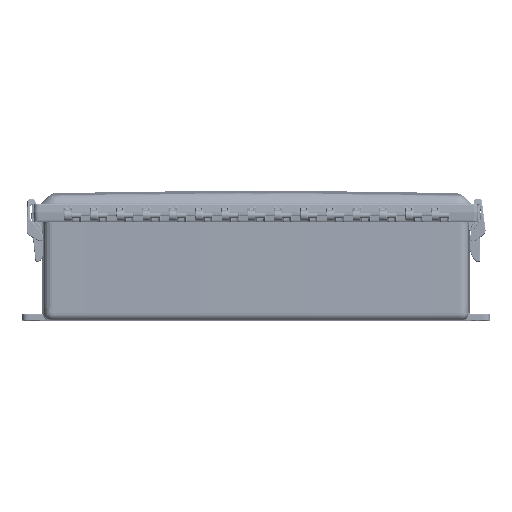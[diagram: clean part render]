
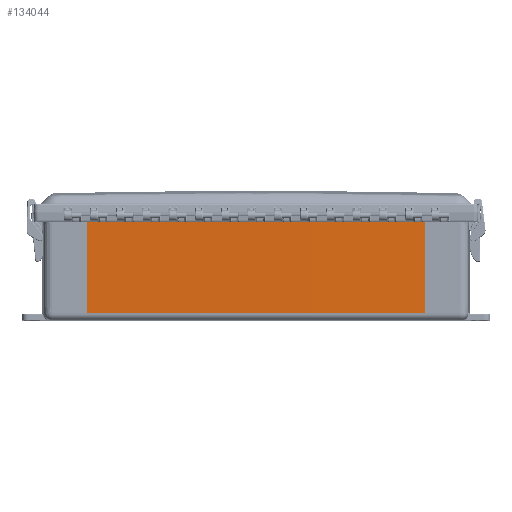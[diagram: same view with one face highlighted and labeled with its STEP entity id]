
A CAD part, top view. The second image highlights one B-rep face of the part: STEP entity #134044.
In plain terms, the highlighted conical face has half-angle 0.25 degrees and reference radius 12878.7 mm.
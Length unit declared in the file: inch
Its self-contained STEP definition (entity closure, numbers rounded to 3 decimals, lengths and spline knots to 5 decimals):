
#20521 = EDGE_CURVE ( 'NONE', #165645, #291796, #197862, .T. ) ;
#21162 = CONICAL_SURFACE ( 'NONE', #238230, 507.03388, 0.004 ) ;
#29901 = DIRECTION ( 'NONE',  ( 0.019, 0., 1. ) ) ;
#31572 = VERTEX_POINT ( 'NONE', #248919 ) ;
#46485 = CARTESIAN_POINT ( 'NONE',  ( 1.42302, -0.00212, -492.09122 ) ) ;
#50308 = CARTESIAN_POINT ( 'NONE',  ( -8.23223, 2.77138, 14.86282 ) ) ;
#60271 = DIRECTION ( 'NONE',  ( 0., -1., 0. ) ) ;
#73627 = DIRECTION ( 'NONE',  ( 1., 0., 0. ) ) ;
#82907 = DIRECTION ( 'NONE',  ( 0., -1., -0.004 ) ) ;
#107129 = CARTESIAN_POINT ( 'NONE',  ( -8.23223, 2.77138, 14.86282 ) ) ;
#114245 = EDGE_CURVE ( 'NONE', #31572, #118600, #222953, .T. ) ;
#118600 = VERTEX_POINT ( 'NONE', #267721 ) ;
#121932 = EDGE_CURVE ( 'NONE', #31572, #165645, #143125, .T. ) ;
#134044 = ADVANCED_FACE ( 'NONE', ( #195929 ), #21162, .T. ) ;
#143125 = CIRCLE ( 'NONE', #335405, 507.04598 ) ;
#152524 = ORIENTED_EDGE ( 'NONE', *, *, #121932, .T. ) ;
#165073 = ORIENTED_EDGE ( 'NONE', *, *, #20521, .T. ) ;
#165645 = VERTEX_POINT ( 'NONE', #107129 ) ;
#165816 = VECTOR ( 'NONE', #82907, 39.37008 ) ;
#168681 = DIRECTION ( 'NONE',  ( 0., -1., -0.004 ) ) ;
#170326 = CARTESIAN_POINT ( 'NONE',  ( -8.23177, -2.77561, 14.83863 ) ) ;
#171648 = DIRECTION ( 'NONE',  ( 0., -1., 0. ) ) ;
#177423 = CARTESIAN_POINT ( 'NONE',  ( 1.42302, -2.77561, -492.09122 ) ) ;
#186760 = CIRCLE ( 'NONE', #323281, 507.02178 ) ;
#195929 = FACE_OUTER_BOUND ( 'NONE', #353024, .T. ) ;
#197581 = CARTESIAN_POINT ( 'NONE',  ( 11.07827, 2.77138, 14.86282 ) ) ;
#197862 = LINE ( 'NONE', #50308, #317291 ) ;
#211723 = DIRECTION ( 'NONE',  ( 0.019, 0., 1. ) ) ;
#222953 = LINE ( 'NONE', #197581, #165816 ) ;
#238230 = AXIS2_PLACEMENT_3D ( 'NONE', #46485, #283434, #73627 ) ;
#238867 = ORIENTED_EDGE ( 'NONE', *, *, #114245, .F. ) ;
#248919 = CARTESIAN_POINT ( 'NONE',  ( 11.07827, 2.77138, 14.86282 ) ) ;
#267721 = CARTESIAN_POINT ( 'NONE',  ( 11.0778, -2.77561, 14.83863 ) ) ;
#283434 = DIRECTION ( 'NONE',  ( 0., 1., 0. ) ) ;
#291796 = VERTEX_POINT ( 'NONE', #170326 ) ;
#317291 = VECTOR ( 'NONE', #168681, 39.37008 ) ;
#323281 = AXIS2_PLACEMENT_3D ( 'NONE', #177423, #171648, #29901 ) ;
#328337 = CARTESIAN_POINT ( 'NONE',  ( 1.42302, 2.77138, -492.09122 ) ) ;
#331450 = ORIENTED_EDGE ( 'NONE', *, *, #368520, .F. ) ;
#335405 = AXIS2_PLACEMENT_3D ( 'NONE', #328337, #60271, #211723 ) ;
#353024 = EDGE_LOOP ( 'NONE', ( #331450, #238867, #152524, #165073 ) ) ;
#368520 = EDGE_CURVE ( 'NONE', #118600, #291796, #186760, .T. ) ;
